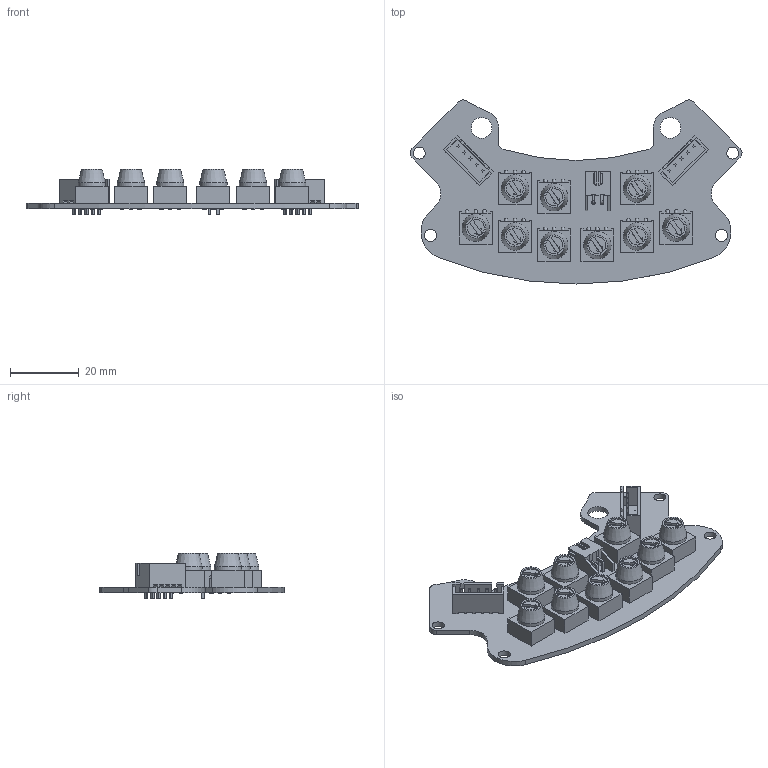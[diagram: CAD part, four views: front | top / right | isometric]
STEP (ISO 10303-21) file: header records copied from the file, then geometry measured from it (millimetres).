
FILE_DESCRIPTION(('KiCad electronic assembly'),'2;1');
FILE_NAME('LINE____.step','2024-12-13T21:31:34',('Pcbnew'),('Kicad'), 'Open CASCADE STEP processor 7.6','KiCad to STEP converter','Unknown' );
FILE_SCHEMA(('AUTOMOTIVE_DESIGN { 1 0 10303 214 1 1 1 1 }'));
Length unit declared in the file: millimetre
Products named in the file (8): LINE____ 1; å¯å¤æµæ v5; COMPOUND; Lå­ã³ãã¯ã¿ã¼2ãã³ v1; ã³ãã¯ã¿ã¼5ãã³ v1; _autosave-LINEå¯å¤æµæ PCB
Assembly tree (16 placements, depth 3):
  LINE____ 1
    å¯å¤æµæ v5  x9
      COMPOUND
    Lå­ã³ãã¯ã¿ã¼2ãã³ v1
      COMPOUND
    ã³ãã¯ã¿ã¼5ãã³ v1  x2
      COMPOUND
    _autosave-LINEå¯å¤æµæ PCB
Bounding box: 96.71 x 53.63 x 13.35 mm (x, y, z)
Volume: 11732.1 mm3; surface area: 14703.4 mm2
Topology: 25 solids, 25 shells, 1124 faces, 3088 edges, 1978 vertices
Faces by surface type: plane 905, cylinder 183, bspline 27, cone 9
Full cylindrical faces by diameter (mm): 0.762 x27, 1 x66, 3.5 x4, 4.97 x9, 6 x2, 7.97 x9
Entity records: 26753 total; most frequent: CARTESIAN_POINT 4767, DIRECTION 4139, LINE 2777, VECTOR 2777, ORIENTED_EDGE 2108, PCURVE 2108, DEFINITIONAL_REPRESENTATION 2108, EDGE_CURVE 1054
